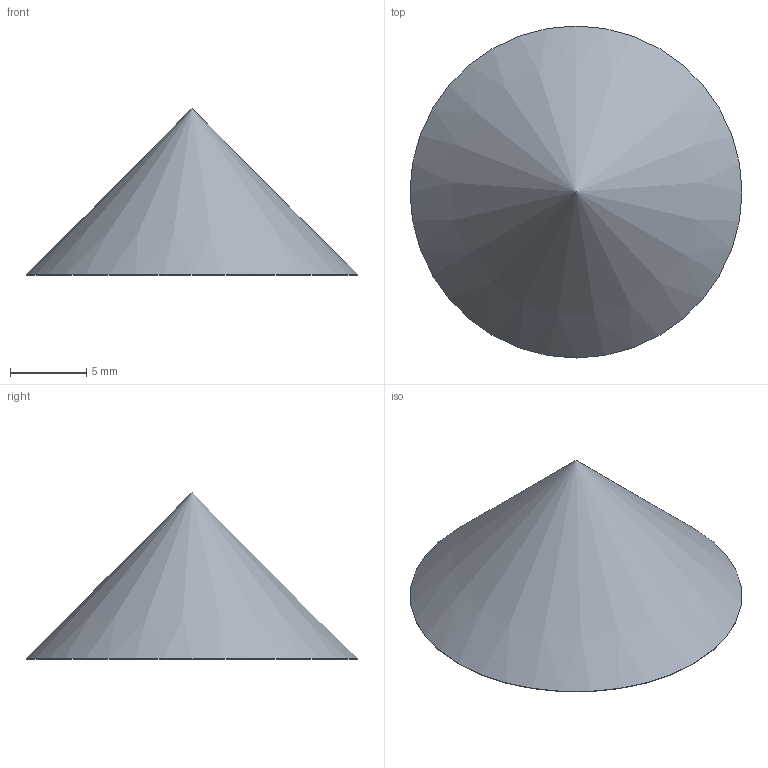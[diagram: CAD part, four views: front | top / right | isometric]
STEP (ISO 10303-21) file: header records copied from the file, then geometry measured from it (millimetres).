
FILE_DESCRIPTION(('HOOPS Exchange Step'),'2;1');
FILE_NAME('temp_export','2024-11-20T18:14:55-05:00',('sammyoge'),('Shapr3D Limited'),'HOOPS Exchange 2024.2','Shapr3D','Authorized');
FILE_SCHEMA( ('AP242_MANAGED_MODEL_BASED_3D_ENGINEERING_MIM_LF {1 0 10303 442 1 1 4 }') );
Length unit declared in the file: millimetre
Products named in the file (2): encoder_cap_d22_h16-4.stp; root
Assembly tree (1 placements, depth 2):
  root
    encoder_cap_d22_h16-4.stp
Bounding box: 21.75 x 21.75 x 10.9 mm (x, y, z)
Volume: 1356.1 mm3; surface area: 898.7 mm2
Topology: 1 solids, 1 shells, 3 faces, 8 edges, 6 vertices
Faces by surface type: plane 1, cone 1, cylinder 1
Full cylindrical faces by diameter (mm): 21.75 x1
Entity records: 167 total; most frequent: DIRECTION 26, CARTESIAN_POINT 20, ORIENTED_EDGE 14, AXIS2_PLACEMENT_3D 12, EDGE_CURVE 7, VERTEX_POINT 6, CIRCLE 5, PRODUCT_DEFINITION_SHAPE 3
